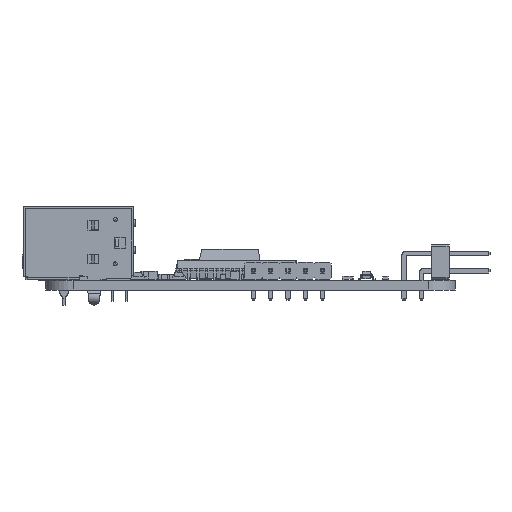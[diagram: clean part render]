
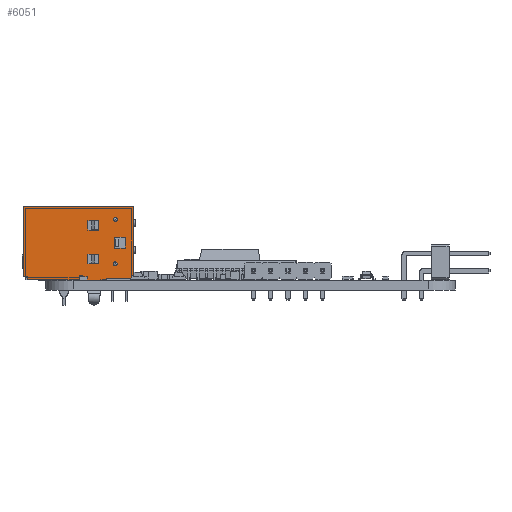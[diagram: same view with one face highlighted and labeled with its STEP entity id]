
A CAD part, left-side view. The second image highlights one B-rep face of the part: STEP entity #6051.
In plain terms, the highlighted face is planar.
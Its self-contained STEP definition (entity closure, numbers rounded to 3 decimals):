
#6051 = ADVANCED_FACE('',(#6052,#6086,#6209,#6229,#6249,#6283),#6317,.F.
  );
#6052 = FACE_BOUND('',#6053,.T.);
#6053 = EDGE_LOOP('',(#6054,#6064,#6072,#6080));
#6054 = ORIENTED_EDGE('',*,*,#6055,.F.);
#6055 = EDGE_CURVE('',#6056,#6058,#6060,.T.);
#6056 = VERTEX_POINT('',#6057);
#6057 = CARTESIAN_POINT('',(6.05,6.2,-6.87));
#6058 = VERTEX_POINT('',#6059);
#6059 = CARTESIAN_POINT('',(6.05,6.2,-5.3));
#6060 = LINE('',#6061,#6062);
#6061 = CARTESIAN_POINT('',(6.05,6.2,-6.87));
#6062 = VECTOR('',#6063,1.);
#6063 = DIRECTION('',(0.,0.,1.));
#6064 = ORIENTED_EDGE('',*,*,#6065,.F.);
#6065 = EDGE_CURVE('',#6066,#6056,#6068,.T.);
#6066 = VERTEX_POINT('',#6067);
#6067 = CARTESIAN_POINT('',(6.05,4.6,-6.87));
#6068 = LINE('',#6069,#6070);
#6069 = CARTESIAN_POINT('',(6.05,4.6,-6.87));
#6070 = VECTOR('',#6071,1.);
#6071 = DIRECTION('',(0.,1.,0.));
#6072 = ORIENTED_EDGE('',*,*,#6073,.F.);
#6073 = EDGE_CURVE('',#6074,#6066,#6076,.T.);
#6074 = VERTEX_POINT('',#6075);
#6075 = CARTESIAN_POINT('',(6.05,4.6,-5.3));
#6076 = LINE('',#6077,#6078);
#6077 = CARTESIAN_POINT('',(6.05,4.6,-5.3));
#6078 = VECTOR('',#6079,1.);
#6079 = DIRECTION('',(0.,0.,-1.));
#6080 = ORIENTED_EDGE('',*,*,#6081,.F.);
#6081 = EDGE_CURVE('',#6058,#6074,#6082,.T.);
#6082 = LINE('',#6083,#6084);
#6083 = CARTESIAN_POINT('',(6.05,6.2,-5.3));
#6084 = VECTOR('',#6085,1.);
#6085 = DIRECTION('',(0.,-1.,0.));
#6086 = FACE_BOUND('',#6087,.T.);
#6087 = EDGE_LOOP('',(#6088,#6098,#6106,#6114,#6123,#6131,#6139,#6147,
    #6155,#6163,#6171,#6179,#6187,#6195,#6203));
#6088 = ORIENTED_EDGE('',*,*,#6089,.T.);
#6089 = EDGE_CURVE('',#6090,#6092,#6094,.T.);
#6090 = VERTEX_POINT('',#6091);
#6091 = CARTESIAN_POINT('',(6.05,0.4,7.487));
#6092 = VERTEX_POINT('',#6093);
#6093 = CARTESIAN_POINT('',(6.05,0.,7.487));
#6094 = LINE('',#6095,#6096);
#6095 = CARTESIAN_POINT('',(6.05,0.4,7.487));
#6096 = VECTOR('',#6097,1.);
#6097 = DIRECTION('',(-0.,-1.,-0.));
#6098 = ORIENTED_EDGE('',*,*,#6099,.F.);
#6099 = EDGE_CURVE('',#6100,#6092,#6102,.T.);
#6100 = VERTEX_POINT('',#6101);
#6101 = CARTESIAN_POINT('',(6.05,0.,-0.113));
#6102 = LINE('',#6103,#6104);
#6103 = CARTESIAN_POINT('',(6.05,0.,8.1));
#6104 = VECTOR('',#6105,1.);
#6105 = DIRECTION('',(0.,0.,1.));
#6106 = ORIENTED_EDGE('',*,*,#6107,.F.);
#6107 = EDGE_CURVE('',#6108,#6100,#6110,.T.);
#6108 = VERTEX_POINT('',#6109);
#6109 = CARTESIAN_POINT('',(6.05,0.4,-0.113));
#6110 = LINE('',#6111,#6112);
#6111 = CARTESIAN_POINT('',(6.05,-0.223,-0.113));
#6112 = VECTOR('',#6113,1.);
#6113 = DIRECTION('',(0.,-1.,0.));
#6114 = ORIENTED_EDGE('',*,*,#6115,.T.);
#6115 = EDGE_CURVE('',#6108,#6116,#6118,.T.);
#6116 = VERTEX_POINT('',#6117);
#6117 = CARTESIAN_POINT('',(6.05,0.4,-0.613));
#6118 = CIRCLE('',#6119,0.25);
#6119 = AXIS2_PLACEMENT_3D('',#6120,#6121,#6122);
#6120 = CARTESIAN_POINT('',(6.05,0.4,-0.363));
#6121 = DIRECTION('',(-1.,0.,0.));
#6122 = DIRECTION('',(0.,0.,1.));
#6123 = ORIENTED_EDGE('',*,*,#6124,.F.);
#6124 = EDGE_CURVE('',#6125,#6116,#6127,.T.);
#6125 = VERTEX_POINT('',#6126);
#6126 = CARTESIAN_POINT('',(6.05,0.4,-1.3));
#6127 = LINE('',#6128,#6129);
#6128 = CARTESIAN_POINT('',(6.05,0.4,8.1));
#6129 = VECTOR('',#6130,1.);
#6130 = DIRECTION('',(0.,0.,1.));
#6131 = ORIENTED_EDGE('',*,*,#6132,.F.);
#6132 = EDGE_CURVE('',#6133,#6125,#6135,.T.);
#6133 = VERTEX_POINT('',#6134);
#6134 = CARTESIAN_POINT('',(6.05,-0.223,-1.3));
#6135 = LINE('',#6136,#6137);
#6136 = CARTESIAN_POINT('',(6.05,-0.223,-1.3));
#6137 = VECTOR('',#6138,1.);
#6138 = DIRECTION('',(0.,1.,-0.));
#6139 = ORIENTED_EDGE('',*,*,#6140,.T.);
#6140 = EDGE_CURVE('',#6133,#6141,#6143,.T.);
#6141 = VERTEX_POINT('',#6142);
#6142 = CARTESIAN_POINT('',(6.05,-0.223,-3.3));
#6143 = LINE('',#6144,#6145);
#6144 = CARTESIAN_POINT('',(6.05,-0.223,8.1));
#6145 = VECTOR('',#6146,1.);
#6146 = DIRECTION('',(-0.,-0.,-1.));
#6147 = ORIENTED_EDGE('',*,*,#6148,.F.);
#6148 = EDGE_CURVE('',#6149,#6141,#6151,.T.);
#6149 = VERTEX_POINT('',#6150);
#6150 = CARTESIAN_POINT('',(6.05,0.,-3.3));
#6151 = LINE('',#6152,#6153);
#6152 = CARTESIAN_POINT('',(6.05,-0.223,-3.3));
#6153 = VECTOR('',#6154,1.);
#6154 = DIRECTION('',(0.,-1.,0.));
#6155 = ORIENTED_EDGE('',*,*,#6156,.F.);
#6156 = EDGE_CURVE('',#6157,#6149,#6159,.T.);
#6157 = VERTEX_POINT('',#6158);
#6158 = CARTESIAN_POINT('',(6.05,0.,-4.1));
#6159 = LINE('',#6160,#6161);
#6160 = CARTESIAN_POINT('',(6.05,0.,8.1));
#6161 = VECTOR('',#6162,1.);
#6162 = DIRECTION('',(0.,0.,1.));
#6163 = ORIENTED_EDGE('',*,*,#6164,.F.);
#6164 = EDGE_CURVE('',#6165,#6157,#6167,.T.);
#6165 = VERTEX_POINT('',#6166);
#6166 = CARTESIAN_POINT('',(6.05,0.15,-4.1));
#6167 = LINE('',#6168,#6169);
#6168 = CARTESIAN_POINT('',(6.05,-0.223,-4.1));
#6169 = VECTOR('',#6170,1.);
#6170 = DIRECTION('',(0.,-1.,0.));
#6171 = ORIENTED_EDGE('',*,*,#6172,.F.);
#6172 = EDGE_CURVE('',#6173,#6165,#6175,.T.);
#6173 = VERTEX_POINT('',#6174);
#6174 = CARTESIAN_POINT('',(6.05,0.15,-8.1));
#6175 = LINE('',#6176,#6177);
#6176 = CARTESIAN_POINT('',(6.05,0.15,8.1));
#6177 = VECTOR('',#6178,1.);
#6178 = DIRECTION('',(0.,0.,1.));
#6179 = ORIENTED_EDGE('',*,*,#6180,.T.);
#6180 = EDGE_CURVE('',#6173,#6181,#6183,.T.);
#6181 = VERTEX_POINT('',#6182);
#6182 = CARTESIAN_POINT('',(6.05,10.7,-8.1));
#6183 = LINE('',#6184,#6185);
#6184 = CARTESIAN_POINT('',(6.05,-0.223,-8.1));
#6185 = VECTOR('',#6186,1.);
#6186 = DIRECTION('',(0.,1.,0.));
#6187 = ORIENTED_EDGE('',*,*,#6188,.F.);
#6188 = EDGE_CURVE('',#6189,#6181,#6191,.T.);
#6189 = VERTEX_POINT('',#6190);
#6190 = CARTESIAN_POINT('',(6.05,10.7,8.1));
#6191 = LINE('',#6192,#6193);
#6192 = CARTESIAN_POINT('',(6.05,10.7,8.1));
#6193 = VECTOR('',#6194,1.);
#6194 = DIRECTION('',(-0.,-0.,-1.));
#6195 = ORIENTED_EDGE('',*,*,#6196,.F.);
#6196 = EDGE_CURVE('',#6197,#6189,#6199,.T.);
#6197 = VERTEX_POINT('',#6198);
#6198 = CARTESIAN_POINT('',(6.05,0.4,8.1));
#6199 = LINE('',#6200,#6201);
#6200 = CARTESIAN_POINT('',(6.05,-0.223,8.1));
#6201 = VECTOR('',#6202,1.);
#6202 = DIRECTION('',(0.,1.,0.));
#6203 = ORIENTED_EDGE('',*,*,#6204,.F.);
#6204 = EDGE_CURVE('',#6090,#6197,#6205,.T.);
#6205 = LINE('',#6206,#6207);
#6206 = CARTESIAN_POINT('',(6.05,0.4,8.1));
#6207 = VECTOR('',#6208,1.);
#6208 = DIRECTION('',(0.,0.,1.));
#6209 = FACE_BOUND('',#6210,.T.);
#6210 = EDGE_LOOP('',(#6211,#6222));
#6211 = ORIENTED_EDGE('',*,*,#6212,.T.);
#6212 = EDGE_CURVE('',#6213,#6215,#6217,.T.);
#6213 = VERTEX_POINT('',#6214);
#6214 = CARTESIAN_POINT('',(6.05,8.8,-5.117));
#6215 = VERTEX_POINT('',#6216);
#6216 = CARTESIAN_POINT('',(6.05,9.083,-5.4));
#6217 = CIRCLE('',#6218,0.283);
#6218 = AXIS2_PLACEMENT_3D('',#6219,#6220,#6221);
#6219 = CARTESIAN_POINT('',(6.05,8.8,-5.4));
#6220 = DIRECTION('',(-1.,0.,0.));
#6221 = DIRECTION('',(0.,0.,1.));
#6222 = ORIENTED_EDGE('',*,*,#6223,.T.);
#6223 = EDGE_CURVE('',#6215,#6213,#6224,.T.);
#6224 = CIRCLE('',#6225,0.283);
#6225 = AXIS2_PLACEMENT_3D('',#6226,#6227,#6228);
#6226 = CARTESIAN_POINT('',(6.05,8.8,-5.4));
#6227 = DIRECTION('',(-1.,0.,0.));
#6228 = DIRECTION('',(0.,0.,1.));
#6229 = FACE_BOUND('',#6230,.T.);
#6230 = EDGE_LOOP('',(#6231,#6242));
#6231 = ORIENTED_EDGE('',*,*,#6232,.T.);
#6232 = EDGE_CURVE('',#6233,#6235,#6237,.T.);
#6233 = VERTEX_POINT('',#6234);
#6234 = CARTESIAN_POINT('',(6.05,2.3,-5.117));
#6235 = VERTEX_POINT('',#6236);
#6236 = CARTESIAN_POINT('',(6.05,2.583,-5.4));
#6237 = CIRCLE('',#6238,0.283);
#6238 = AXIS2_PLACEMENT_3D('',#6239,#6240,#6241);
#6239 = CARTESIAN_POINT('',(6.05,2.3,-5.4));
#6240 = DIRECTION('',(-1.,0.,0.));
#6241 = DIRECTION('',(0.,0.,1.));
#6242 = ORIENTED_EDGE('',*,*,#6243,.T.);
#6243 = EDGE_CURVE('',#6235,#6233,#6244,.T.);
#6244 = CIRCLE('',#6245,0.283);
#6245 = AXIS2_PLACEMENT_3D('',#6246,#6247,#6248);
#6246 = CARTESIAN_POINT('',(6.05,2.3,-5.4));
#6247 = DIRECTION('',(-1.,0.,0.));
#6248 = DIRECTION('',(0.,0.,1.));
#6249 = FACE_BOUND('',#6250,.T.);
#6250 = EDGE_LOOP('',(#6251,#6261,#6269,#6277));
#6251 = ORIENTED_EDGE('',*,*,#6252,.F.);
#6252 = EDGE_CURVE('',#6253,#6255,#6257,.T.);
#6253 = VERTEX_POINT('',#6254);
#6254 = CARTESIAN_POINT('',(6.05,3.7,-2.97));
#6255 = VERTEX_POINT('',#6256);
#6256 = CARTESIAN_POINT('',(6.05,3.7,-1.4));
#6257 = LINE('',#6258,#6259);
#6258 = CARTESIAN_POINT('',(6.05,3.7,-2.97));
#6259 = VECTOR('',#6260,1.);
#6260 = DIRECTION('',(0.,0.,1.));
#6261 = ORIENTED_EDGE('',*,*,#6262,.F.);
#6262 = EDGE_CURVE('',#6263,#6253,#6265,.T.);
#6263 = VERTEX_POINT('',#6264);
#6264 = CARTESIAN_POINT('',(6.05,2.3,-2.97));
#6265 = LINE('',#6266,#6267);
#6266 = CARTESIAN_POINT('',(6.05,2.3,-2.97));
#6267 = VECTOR('',#6268,1.);
#6268 = DIRECTION('',(0.,1.,0.));
#6269 = ORIENTED_EDGE('',*,*,#6270,.F.);
#6270 = EDGE_CURVE('',#6271,#6263,#6273,.T.);
#6271 = VERTEX_POINT('',#6272);
#6272 = CARTESIAN_POINT('',(6.05,2.3,-1.4));
#6273 = LINE('',#6274,#6275);
#6274 = CARTESIAN_POINT('',(6.05,2.3,-1.4));
#6275 = VECTOR('',#6276,1.);
#6276 = DIRECTION('',(0.,0.,-1.));
#6277 = ORIENTED_EDGE('',*,*,#6278,.F.);
#6278 = EDGE_CURVE('',#6255,#6271,#6279,.T.);
#6279 = LINE('',#6280,#6281);
#6280 = CARTESIAN_POINT('',(6.05,3.7,-1.4));
#6281 = VECTOR('',#6282,1.);
#6282 = DIRECTION('',(0.,-1.,0.));
#6283 = FACE_BOUND('',#6284,.T.);
#6284 = EDGE_LOOP('',(#6285,#6295,#6303,#6311));
#6285 = ORIENTED_EDGE('',*,*,#6286,.F.);
#6286 = EDGE_CURVE('',#6287,#6289,#6291,.T.);
#6287 = VERTEX_POINT('',#6288);
#6288 = CARTESIAN_POINT('',(6.05,8.65,-2.97));
#6289 = VERTEX_POINT('',#6290);
#6290 = CARTESIAN_POINT('',(6.05,8.65,-1.4));
#6291 = LINE('',#6292,#6293);
#6292 = CARTESIAN_POINT('',(6.05,8.65,-2.97));
#6293 = VECTOR('',#6294,1.);
#6294 = DIRECTION('',(0.,0.,1.));
#6295 = ORIENTED_EDGE('',*,*,#6296,.F.);
#6296 = EDGE_CURVE('',#6297,#6287,#6299,.T.);
#6297 = VERTEX_POINT('',#6298);
#6298 = CARTESIAN_POINT('',(6.05,7.25,-2.97));
#6299 = LINE('',#6300,#6301);
#6300 = CARTESIAN_POINT('',(6.05,7.25,-2.97));
#6301 = VECTOR('',#6302,1.);
#6302 = DIRECTION('',(0.,1.,0.));
#6303 = ORIENTED_EDGE('',*,*,#6304,.F.);
#6304 = EDGE_CURVE('',#6305,#6297,#6307,.T.);
#6305 = VERTEX_POINT('',#6306);
#6306 = CARTESIAN_POINT('',(6.05,7.25,-1.4));
#6307 = LINE('',#6308,#6309);
#6308 = CARTESIAN_POINT('',(6.05,7.25,-1.4));
#6309 = VECTOR('',#6310,1.);
#6310 = DIRECTION('',(0.,0.,-1.));
#6311 = ORIENTED_EDGE('',*,*,#6312,.F.);
#6312 = EDGE_CURVE('',#6289,#6305,#6313,.T.);
#6313 = LINE('',#6314,#6315);
#6314 = CARTESIAN_POINT('',(6.05,8.65,-1.4));
#6315 = VECTOR('',#6316,1.);
#6316 = DIRECTION('',(0.,-1.,0.));
#6317 = PLANE('',#6318);
#6318 = AXIS2_PLACEMENT_3D('',#6319,#6320,#6321);
#6319 = CARTESIAN_POINT('',(6.05,-0.223,8.1));
#6320 = DIRECTION('',(-1.,0.,0.));
#6321 = DIRECTION('',(0.,0.,1.));
